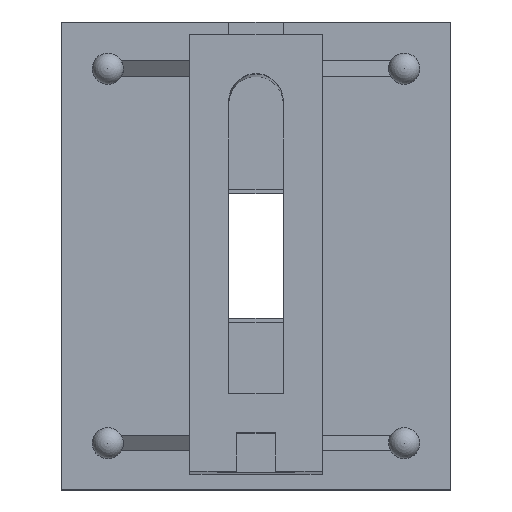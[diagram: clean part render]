
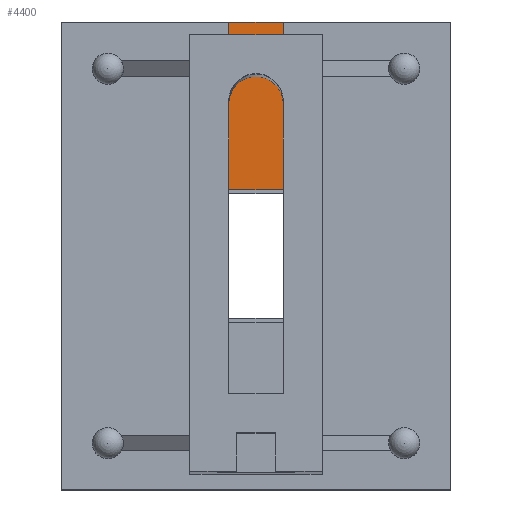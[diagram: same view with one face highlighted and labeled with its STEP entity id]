
A CAD part, top view. The second image highlights one B-rep face of the part: STEP entity #4400.
In plain terms, the highlighted planar face has unit normal (0, 0, 1).
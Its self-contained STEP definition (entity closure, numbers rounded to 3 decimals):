
#343 = PLANE('',#344);
#344 = AXIS2_PLACEMENT_3D('',#345,#346,#347);
#345 = CARTESIAN_POINT('',(2.5,5.8,0.));
#346 = DIRECTION('',(0.,-1.,0.));
#347 = DIRECTION('',(-1.,0.,0.));
#1794 = VERTEX_POINT('',#1795);
#1795 = CARTESIAN_POINT('',(0.35,5.8,0.2));
#1809 = PLANE('',#1810);
#1810 = AXIS2_PLACEMENT_3D('',#1811,#1812,#1813);
#1811 = CARTESIAN_POINT('',(0.35,0.,0.7));
#1812 = DIRECTION('',(-1.,0.,0.));
#1813 = DIRECTION('',(-0.,0.,-1.));
#1821 = EDGE_CURVE('',#1822,#1794,#1824,.T.);
#1822 = VERTEX_POINT('',#1823);
#1823 = CARTESIAN_POINT('',(-0.35,5.8,0.2));
#1824 = SURFACE_CURVE('',#1825,(#1829,#1836),.PCURVE_S1.);
#1825 = LINE('',#1826,#1827);
#1826 = CARTESIAN_POINT('',(1.075,5.8,0.2));
#1827 = VECTOR('',#1828,1.);
#1828 = DIRECTION('',(1.,0.,0.));
#1829 = PCURVE('',#343,#1830);
#1830 = DEFINITIONAL_REPRESENTATION('',(#1831),#1835);
#1831 = LINE('',#1832,#1833);
#1832 = CARTESIAN_POINT('',(1.425,-0.2));
#1833 = VECTOR('',#1834,1.);
#1834 = DIRECTION('',(-1.,-0.));
#1835 = ( GEOMETRIC_REPRESENTATION_CONTEXT(2) 
PARAMETRIC_REPRESENTATION_CONTEXT() REPRESENTATION_CONTEXT('2D SPACE',''
  ) );
#1836 = PCURVE('',#1837,#1842);
#1837 = PLANE('',#1838);
#1838 = AXIS2_PLACEMENT_3D('',#1839,#1840,#1841);
#1839 = CARTESIAN_POINT('',(-0.35,0.,0.2));
#1840 = DIRECTION('',(0.,0.,-1.));
#1841 = DIRECTION('',(1.,0.,0.));
#1842 = DEFINITIONAL_REPRESENTATION('',(#1843),#1847);
#1843 = LINE('',#1844,#1845);
#1844 = CARTESIAN_POINT('',(1.425,-5.8));
#1845 = VECTOR('',#1846,1.);
#1846 = DIRECTION('',(1.,0.));
#1847 = ( GEOMETRIC_REPRESENTATION_CONTEXT(2) 
PARAMETRIC_REPRESENTATION_CONTEXT() REPRESENTATION_CONTEXT('2D SPACE',''
  ) );
#1865 = PLANE('',#1866);
#1866 = AXIS2_PLACEMENT_3D('',#1867,#1868,#1869);
#1867 = CARTESIAN_POINT('',(-0.35,0.,0.7));
#1868 = DIRECTION('',(-1.,0.,0.));
#1869 = DIRECTION('',(-0.,0.,-1.));
#4248 = EDGE_CURVE('',#4249,#1822,#4251,.T.);
#4249 = VERTEX_POINT('',#4250);
#4250 = CARTESIAN_POINT('',(-0.35,3.65,0.2));
#4251 = SURFACE_CURVE('',#4252,(#4256,#4263),.PCURVE_S1.);
#4252 = LINE('',#4253,#4254);
#4253 = CARTESIAN_POINT('',(-0.35,0.,0.2));
#4254 = VECTOR('',#4255,1.);
#4255 = DIRECTION('',(0.,1.,0.));
#4256 = PCURVE('',#1865,#4257);
#4257 = DEFINITIONAL_REPRESENTATION('',(#4258),#4262);
#4258 = LINE('',#4259,#4260);
#4259 = CARTESIAN_POINT('',(0.5,0.));
#4260 = VECTOR('',#4261,1.);
#4261 = DIRECTION('',(0.,-1.));
#4262 = ( GEOMETRIC_REPRESENTATION_CONTEXT(2) 
PARAMETRIC_REPRESENTATION_CONTEXT() REPRESENTATION_CONTEXT('2D SPACE',''
  ) );
#4263 = PCURVE('',#1837,#4264);
#4264 = DEFINITIONAL_REPRESENTATION('',(#4265),#4269);
#4265 = LINE('',#4266,#4267);
#4266 = CARTESIAN_POINT('',(0.,0.));
#4267 = VECTOR('',#4268,1.);
#4268 = DIRECTION('',(0.,-1.));
#4269 = ( GEOMETRIC_REPRESENTATION_CONTEXT(2) 
PARAMETRIC_REPRESENTATION_CONTEXT() REPRESENTATION_CONTEXT('2D SPACE',''
  ) );
#4400 = ADVANCED_FACE('',(#4401),#1837,.F.);
#4401 = FACE_BOUND('',#4402,.F.);
#4402 = EDGE_LOOP('',(#4403,#4431,#4432,#4433));
#4403 = ORIENTED_EDGE('',*,*,#4404,.T.);
#4404 = EDGE_CURVE('',#4405,#4249,#4407,.T.);
#4405 = VERTEX_POINT('',#4406);
#4406 = CARTESIAN_POINT('',(0.35,3.65,0.2));
#4407 = SURFACE_CURVE('',#4408,(#4412,#4419),.PCURVE_S1.);
#4408 = LINE('',#4409,#4410);
#4409 = CARTESIAN_POINT('',(0.,3.65,0.2));
#4410 = VECTOR('',#4411,1.);
#4411 = DIRECTION('',(-1.,0.,0.));
#4412 = PCURVE('',#1837,#4413);
#4413 = DEFINITIONAL_REPRESENTATION('',(#4414),#4418);
#4414 = LINE('',#4415,#4416);
#4415 = CARTESIAN_POINT('',(0.35,-3.65));
#4416 = VECTOR('',#4417,1.);
#4417 = DIRECTION('',(-1.,0.));
#4418 = ( GEOMETRIC_REPRESENTATION_CONTEXT(2) 
PARAMETRIC_REPRESENTATION_CONTEXT() REPRESENTATION_CONTEXT('2D SPACE',''
  ) );
#4419 = PCURVE('',#4420,#4425);
#4420 = PLANE('',#4421);
#4421 = AXIS2_PLACEMENT_3D('',#4422,#4423,#4424);
#4422 = CARTESIAN_POINT('',(0.35,3.65,0.));
#4423 = DIRECTION('',(0.,-1.,0.));
#4424 = DIRECTION('',(-1.,0.,0.));
#4425 = DEFINITIONAL_REPRESENTATION('',(#4426),#4430);
#4426 = LINE('',#4427,#4428);
#4427 = CARTESIAN_POINT('',(0.35,-0.2));
#4428 = VECTOR('',#4429,1.);
#4429 = DIRECTION('',(1.,0.));
#4430 = ( GEOMETRIC_REPRESENTATION_CONTEXT(2) 
PARAMETRIC_REPRESENTATION_CONTEXT() REPRESENTATION_CONTEXT('2D SPACE',''
  ) );
#4431 = ORIENTED_EDGE('',*,*,#4248,.T.);
#4432 = ORIENTED_EDGE('',*,*,#1821,.T.);
#4433 = ORIENTED_EDGE('',*,*,#4434,.F.);
#4434 = EDGE_CURVE('',#4405,#1794,#4435,.T.);
#4435 = SURFACE_CURVE('',#4436,(#4440,#4447),.PCURVE_S1.);
#4436 = LINE('',#4437,#4438);
#4437 = CARTESIAN_POINT('',(0.35,0.,0.2));
#4438 = VECTOR('',#4439,1.);
#4439 = DIRECTION('',(0.,1.,0.));
#4440 = PCURVE('',#1837,#4441);
#4441 = DEFINITIONAL_REPRESENTATION('',(#4442),#4446);
#4442 = LINE('',#4443,#4444);
#4443 = CARTESIAN_POINT('',(0.7,0.));
#4444 = VECTOR('',#4445,1.);
#4445 = DIRECTION('',(0.,-1.));
#4446 = ( GEOMETRIC_REPRESENTATION_CONTEXT(2) 
PARAMETRIC_REPRESENTATION_CONTEXT() REPRESENTATION_CONTEXT('2D SPACE',''
  ) );
#4447 = PCURVE('',#1809,#4448);
#4448 = DEFINITIONAL_REPRESENTATION('',(#4449),#4453);
#4449 = LINE('',#4450,#4451);
#4450 = CARTESIAN_POINT('',(0.5,0.));
#4451 = VECTOR('',#4452,1.);
#4452 = DIRECTION('',(0.,-1.));
#4453 = ( GEOMETRIC_REPRESENTATION_CONTEXT(2) 
PARAMETRIC_REPRESENTATION_CONTEXT() REPRESENTATION_CONTEXT('2D SPACE',''
  ) );
